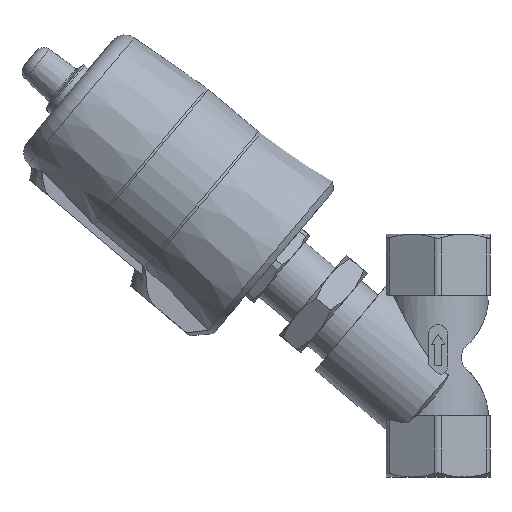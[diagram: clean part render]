
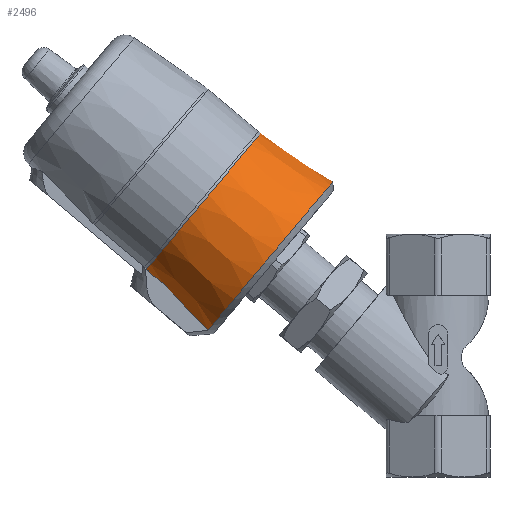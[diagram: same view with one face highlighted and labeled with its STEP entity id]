
A CAD part, left-side view. The second image highlights one B-rep face of the part: STEP entity #2496.
In plain terms, the highlighted conical face has half-angle 5.9 degrees and reference radius 28.042 mm.
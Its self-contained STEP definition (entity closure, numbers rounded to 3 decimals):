
#50=CONICAL_SURFACE('',#2753,28.042,0.103);
#465=B_SPLINE_CURVE_WITH_KNOTS('',3,(#4093,#4094,#4095,#4096,#4097,#4098,
#4099,#4100,#4101,#4102,#4103,#4104,#4105,#4106,#4107,#4108,#4109,#4110,
#4111,#4112,#4113,#4114,#4115,#4116,#4117,#4118,#4119,#4120,#4121,#4122,
#4123,#4124,#4125,#4126,#4127,#4128,#4129,#4130,#4131,#4132,#4133),
 .UNSPECIFIED.,.F.,.F.,(4,1,1,1,1,1,1,1,1,1,1,1,1,1,1,1,1,1,1,1,1,1,1,1,
1,1,1,1,1,1,1,1,1,1,1,1,1,1,4),(0.01,0.016,0.021,
0.026,0.032,0.037,0.043,
0.048,0.053,0.059,0.064,
0.07,0.075,0.08,0.083,
0.086,0.091,0.094,0.097,
0.102,0.105,0.107,0.113,
0.118,0.121,0.124,0.129,
0.132,0.134,0.14,0.143,
0.145,0.151,0.156,0.161,
0.167,0.172,0.178,0.183),
 .UNSPECIFIED.);
#479=B_SPLINE_CURVE_WITH_KNOTS('',3,(#4278,#4279,#4280,#4281),
 .UNSPECIFIED.,.F.,.F.,(4,4),(0.035,0.042),
 .UNSPECIFIED.);
#480=B_SPLINE_CURVE_WITH_KNOTS('',3,(#4293,#4294,#4295,#4296),
 .UNSPECIFIED.,.F.,.F.,(4,4),(0.054,0.055),
 .UNSPECIFIED.);
#483=B_SPLINE_CURVE_WITH_KNOTS('',3,(#4310,#4311,#4312,#4313),
 .UNSPECIFIED.,.F.,.F.,(4,4),(0.054,0.055),
 .UNSPECIFIED.);
#484=B_SPLINE_CURVE_WITH_KNOTS('',3,(#4323,#4324,#4325,#4326),
 .UNSPECIFIED.,.F.,.F.,(4,4),(0.,0.007),
 .UNSPECIFIED.);
#485=B_SPLINE_CURVE_WITH_KNOTS('',3,(#4330,#4331,#4332,#4333),
 .UNSPECIFIED.,.F.,.F.,(4,4),(0.007,0.026),
 .UNSPECIFIED.);
#486=B_SPLINE_CURVE_WITH_KNOTS('',3,(#4334,#4335,#4336,#4337),
 .UNSPECIFIED.,.F.,.F.,(4,4),(0.007,0.026),
 .UNSPECIFIED.);
#809=ORIENTED_EDGE('',*,*,#1469,.T.);
#810=ORIENTED_EDGE('',*,*,#1411,.T.);
#811=ORIENTED_EDGE('',*,*,#1470,.F.);
#812=ORIENTED_EDGE('',*,*,#1467,.T.);
#813=ORIENTED_EDGE('',*,*,#1465,.T.);
#814=ORIENTED_EDGE('',*,*,#1462,.F.);
#815=ORIENTED_EDGE('',*,*,#1461,.T.);
#816=ORIENTED_EDGE('',*,*,#1458,.T.);
#817=ORIENTED_EDGE('',*,*,#1456,.T.);
#818=ORIENTED_EDGE('',*,*,#1452,.T.);
#1411=EDGE_CURVE('',#1752,#1751,#465,.T.);
#1452=EDGE_CURVE('',#1785,#1786,#479,.T.);
#1456=EDGE_CURVE('',#1788,#1785,#1963,.F.);
#1458=EDGE_CURVE('',#1789,#1788,#480,.T.);
#1461=EDGE_CURVE('',#1790,#1789,#1964,.T.);
#1462=EDGE_CURVE('',#1790,#1791,#483,.T.);
#1465=EDGE_CURVE('',#1793,#1791,#1965,.F.);
#1467=EDGE_CURVE('',#1794,#1793,#484,.T.);
#1469=EDGE_CURVE('',#1786,#1752,#485,.T.);
#1470=EDGE_CURVE('',#1794,#1751,#486,.T.);
#1751=VERTEX_POINT('',#4092);
#1752=VERTEX_POINT('',#4134);
#1785=VERTEX_POINT('',#4282);
#1786=VERTEX_POINT('',#4283);
#1788=VERTEX_POINT('',#4290);
#1789=VERTEX_POINT('',#4297);
#1790=VERTEX_POINT('',#4307);
#1791=VERTEX_POINT('',#4314);
#1793=VERTEX_POINT('',#4320);
#1794=VERTEX_POINT('',#4327);
#1963=CIRCLE('',#2745,28.107);
#1964=CIRCLE('',#2748,28.042);
#1965=CIRCLE('',#2751,28.107);
#2082=EDGE_LOOP('',(#809,#810,#811,#812,#813,#814,#815,#816,#817,#818));
#2281=FACE_BOUND('',#2082,.T.);
#2496=ADVANCED_FACE('',(#2281),#50,.T.);
#2745=AXIS2_PLACEMENT_3D('',#4289,#3198,#3199);
#2748=AXIS2_PLACEMENT_3D('',#4308,#3205,#3206);
#2751=AXIS2_PLACEMENT_3D('',#4319,#3213,#3214);
#2753=AXIS2_PLACEMENT_3D('',#4329,#3219,#3220);
#3198=DIRECTION('',(-0.643,0.766,0.));
#3199=DIRECTION('',(-0.766,-0.643,0.));
#3205=DIRECTION('',(0.643,-0.766,0.));
#3206=DIRECTION('',(0.766,0.643,0.));
#3213=DIRECTION('',(-0.643,0.766,0.));
#3214=DIRECTION('',(-0.766,-0.643,0.));
#3219=DIRECTION('',(0.643,-0.766,0.));
#3220=DIRECTION('',(0.766,0.643,0.));
#4092=CARTESIAN_POINT('',(-45.277,71.086,10.));
#4093=CARTESIAN_POINT('',(-45.277,71.086,-10.));
#4094=CARTESIAN_POINT('',(-45.728,70.708,-11.714));
#4095=CARTESIAN_POINT('',(-46.842,69.773,-14.989));
#4096=CARTESIAN_POINT('',(-49.192,67.802,-19.529));
#4097=CARTESIAN_POINT('',(-52.063,65.393,-23.397));
#4098=CARTESIAN_POINT('',(-55.467,62.537,-26.605));
#4099=CARTESIAN_POINT('',(-59.179,59.422,-28.944));
#4100=CARTESIAN_POINT('',(-63.224,56.028,-30.428));
#4101=CARTESIAN_POINT('',(-67.324,52.588,-30.956));
#4102=CARTESIAN_POINT('',(-71.514,49.072,-30.532));
#4103=CARTESIAN_POINT('',(-75.503,45.725,-29.185));
#4104=CARTESIAN_POINT('',(-79.324,42.519,-26.905));
#4105=CARTESIAN_POINT('',(-82.716,39.673,-23.847));
#4106=CARTESIAN_POINT('',(-85.702,37.168,-19.989));
#4107=CARTESIAN_POINT('',(-87.68,35.508,-16.332));
#4108=CARTESIAN_POINT('',(-88.98,34.417,-13.1));
#4109=CARTESIAN_POINT('',(-90.04,33.528,-9.777));
#4110=CARTESIAN_POINT('',(-90.76,32.923,-6.305));
#4111=CARTESIAN_POINT('',(-91.127,32.615,-2.689));
#4112=CARTESIAN_POINT('',(-91.246,32.515,0.902));
#4113=CARTESIAN_POINT('',(-91.007,32.716,4.495));
#4114=CARTESIAN_POINT('',(-90.398,33.227,8.051));
#4115=CARTESIAN_POINT('',(-89.565,33.926,11.47));
#4116=CARTESIAN_POINT('',(-88.09,35.163,15.573));
#4117=CARTESIAN_POINT('',(-86.083,36.847,19.277));
#4118=CARTESIAN_POINT('',(-84.218,38.412,21.91));
#4119=CARTESIAN_POINT('',(-82.151,40.147,24.356));
#4120=CARTESIAN_POINT('',(-79.874,42.057,26.404));
#4121=CARTESIAN_POINT('',(-77.425,44.112,28.041));
#4122=CARTESIAN_POINT('',(-74.835,46.285,29.411));
#4123=CARTESIAN_POINT('',(-72.165,48.526,30.308));
#4124=CARTESIAN_POINT('',(-69.429,50.821,30.746));
#4125=CARTESIAN_POINT('',(-66.634,53.166,30.867));
#4126=CARTESIAN_POINT('',(-63.22,56.031,30.427));
#4127=CARTESIAN_POINT('',(-59.177,59.423,28.943));
#4128=CARTESIAN_POINT('',(-55.464,62.539,26.603));
#4129=CARTESIAN_POINT('',(-52.059,65.396,23.392));
#4130=CARTESIAN_POINT('',(-49.192,67.802,19.529));
#4131=CARTESIAN_POINT('',(-46.839,69.776,14.984));
#4132=CARTESIAN_POINT('',(-45.726,70.71,11.705));
#4133=CARTESIAN_POINT('',(-45.277,71.086,10.));
#4134=CARTESIAN_POINT('',(-45.277,71.086,-10.));
#4278=CARTESIAN_POINT('',(-63.655,89.674,-7.808));
#4279=CARTESIAN_POINT('',(-62.253,88.004,-8.619));
#4280=CARTESIAN_POINT('',(-60.824,86.301,-9.335));
#4281=CARTESIAN_POINT('',(-59.387,84.588,-10.));
#4282=CARTESIAN_POINT('',(-63.655,89.674,-7.808));
#4283=CARTESIAN_POINT('',(-59.387,84.588,-10.));
#4289=CARTESIAN_POINT('',(-84.338,72.318,0.));
#4290=CARTESIAN_POINT('',(-63.815,89.539,-8.5));
#4293=CARTESIAN_POINT('',(-64.268,89.973,-8.5));
#4294=CARTESIAN_POINT('',(-64.117,89.828,-8.5));
#4295=CARTESIAN_POINT('',(-63.966,89.684,-8.5));
#4296=CARTESIAN_POINT('',(-63.815,89.539,-8.5));
#4297=CARTESIAN_POINT('',(-64.268,89.973,-8.5));
#4307=CARTESIAN_POINT('',(-64.268,89.973,8.5));
#4308=CARTESIAN_POINT('',(-84.739,72.796,0.));
#4310=CARTESIAN_POINT('',(-64.268,89.973,8.5));
#4311=CARTESIAN_POINT('',(-64.117,89.828,8.5));
#4312=CARTESIAN_POINT('',(-63.966,89.684,8.5));
#4313=CARTESIAN_POINT('',(-63.815,89.539,8.5));
#4314=CARTESIAN_POINT('',(-63.815,89.539,8.5));
#4319=CARTESIAN_POINT('',(-84.338,72.318,0.));
#4320=CARTESIAN_POINT('',(-63.655,89.674,7.808));
#4323=CARTESIAN_POINT('',(-59.387,84.588,10.));
#4324=CARTESIAN_POINT('',(-60.825,86.302,9.335));
#4325=CARTESIAN_POINT('',(-62.251,88.001,8.62));
#4326=CARTESIAN_POINT('',(-63.655,89.674,7.808));
#4327=CARTESIAN_POINT('',(-59.387,84.588,10.));
#4329=CARTESIAN_POINT('',(-84.739,72.796,0.));
#4330=CARTESIAN_POINT('',(-59.387,84.588,-10.));
#4331=CARTESIAN_POINT('',(-54.682,80.09,-10.));
#4332=CARTESIAN_POINT('',(-49.979,75.589,-10.));
#4333=CARTESIAN_POINT('',(-45.277,71.086,-10.));
#4334=CARTESIAN_POINT('',(-59.387,84.588,10.));
#4335=CARTESIAN_POINT('',(-54.682,80.09,10.));
#4336=CARTESIAN_POINT('',(-49.979,75.589,10.));
#4337=CARTESIAN_POINT('',(-45.277,71.086,10.));
